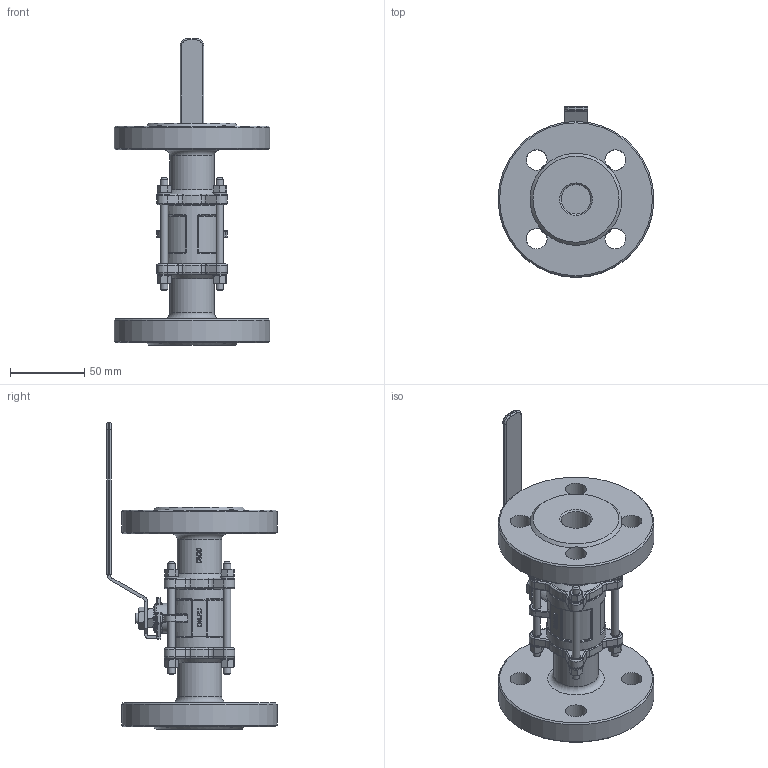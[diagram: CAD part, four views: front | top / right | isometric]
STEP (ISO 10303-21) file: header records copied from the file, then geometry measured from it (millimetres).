
FILE_DESCRIPTION(/* description */ (''),/* implementation_level */ '2;1');
FILE_NAME(/* name */ 'DN20_3D_STEP.stp',/* time_stamp */ '2025-12-15T23:20:01+03:00',/* author */ ('igorr'),/* organization */ (''),/* preprocessor_version */ 'ST-DEVELOPER v20',/* originating_system */ 'Autodesk Inventor 2025',/* authorisation */ '');
FILE_SCHEMA (('AUTOMOTIVE_DESIGN { 1 0 10303 214 3 1 1 }'));
Length unit declared in the file: millimetre
Products named in the file (7): Сборка; Деталь1; Деталь6; Деталь2; ANSI B18.2.4.2M - M5x0,8; AS 1237 - 5; ISO 4035 - M8
Assembly tree (22 placements, depth 2):
  Сборка
    Деталь1
    Деталь6
    Деталь2  x2
    ANSI B18.2.4.2M - M5x0,8  x8
    AS 1237 - 5  x8
    ISO 4035 - M8  x2
Bounding box: 105 x 114.94 x 207 mm (x, y, z)
Volume: 373707 mm3; surface area: 90978.7 mm2
Topology: 34 solids, 34 shells, 1114 faces, 2580 edges, 1561 vertices
Faces by surface type: plane 372, cylinder 260, cone 160, bspline 160, torus 126, sphere 36
Full cylindrical faces by diameter (mm): 4.134 x8, 5 x12, 5.3 x8, 6 x10, 6.647 x2, 8 x1, 9.5 x8, 14 x8, 16 x1, 20 x3, 30 x2, 40 x1, 105 x2
Entity records: 24985 total; most frequent: CARTESIAN_POINT 7800, ORIENTED_EDGE 3446, DIRECTION 3248, EDGE_CURVE 1723, AXIS2_PLACEMENT_3D 1259, VERTEX_POINT 1042, EDGE_LOOP 783, FACE_OUTER_BOUND 732
